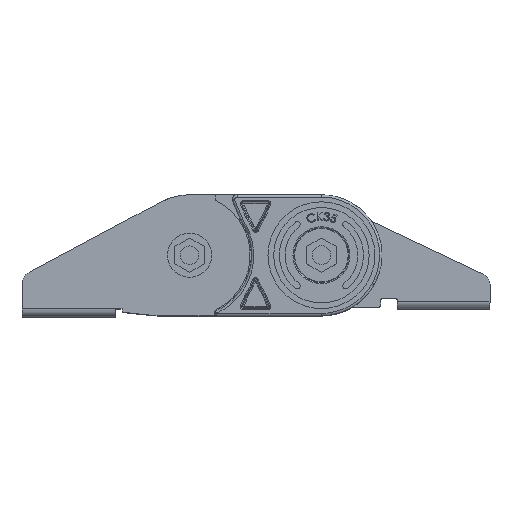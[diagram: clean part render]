
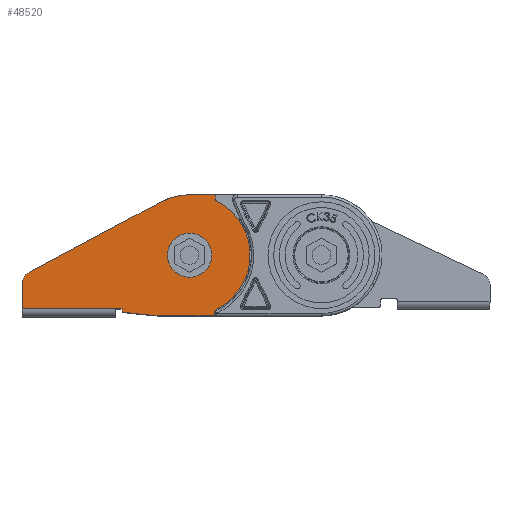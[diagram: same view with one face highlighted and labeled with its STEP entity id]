
A CAD part, top view. The second image highlights one B-rep face of the part: STEP entity #48520.
In plain terms, the highlighted planar face has unit normal (0, 0, 1).
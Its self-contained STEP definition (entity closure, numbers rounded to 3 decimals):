
#64 = EDGE_CURVE ( 'NONE', #50534, #4437, #17481, .T. ) ;
#106 = VERTEX_POINT ( 'NONE', #45166 ) ;
#162 = CARTESIAN_POINT ( 'NONE',  ( -75.21, 69.899, -4.066 ) ) ;
#702 = CARTESIAN_POINT ( 'NONE',  ( -51.258, 119.458, -4.066 ) ) ;
#800 = VECTOR ( 'NONE', #38765, 1000. ) ;
#1107 = PLANE ( 'NONE',  #5754 ) ;
#1114 = EDGE_CURVE ( 'NONE', #21936, #36644, #3624, .T. ) ;
#1339 = CARTESIAN_POINT ( 'NONE',  ( -62.258, 121.899, -4.066 ) ) ;
#1685 = CARTESIAN_POINT ( 'NONE',  ( -91.258, 72.899, -4.066 ) ) ;
#1762 = VECTOR ( 'NONE', #5637, 1000. ) ;
#1830 = CARTESIAN_POINT ( 'NONE',  ( -62.258, 95.899, -4.066 ) ) ;
#2031 = DIRECTION ( 'NONE',  ( 0., 0., 1. ) ) ;
#2312 = DIRECTION ( 'NONE',  ( 0., 0., 1. ) ) ;
#2685 = EDGE_CURVE ( 'NONE', #43697, #106, #33474, .T. ) ;
#3159 = CARTESIAN_POINT ( 'NONE',  ( -74.495, 118.839, -4.066 ) ) ;
#3296 = CIRCLE ( 'NONE', #17721, 6. ) ;
#3524 = ORIENTED_EDGE ( 'NONE', *, *, #64, .T. ) ;
#3624 = CIRCLE ( 'NONE', #24671, 8. ) ;
#3793 = ORIENTED_EDGE ( 'NONE', *, *, #30644, .T. ) ;
#3846 = CARTESIAN_POINT ( 'NONE',  ( -94.258, 72.899, -4.066 ) ) ;
#4383 = EDGE_CURVE ( 'NONE', #36644, #21936, #27744, .T. ) ;
#4437 = VERTEX_POINT ( 'NONE', #34193 ) ;
#4512 = DIRECTION ( 'NONE',  ( 0., -1., 0. ) ) ;
#5041 = EDGE_LOOP ( 'NONE', ( #33789, #15504, #3524, #48272, #32932, #25931, #29181, #17993, #18712, #40739, #3793, #28471, #50372, #49556, #29168 ) ) ;
#5117 = DIRECTION ( 'NONE',  ( 0.995, -0.103, 0. ) ) ;
#5360 = VERTEX_POINT ( 'NONE', #162 ) ;
#5491 = VECTOR ( 'NONE', #39663, 1000. ) ;
#5637 = DIRECTION ( 'NONE',  ( 0., 1., 0. ) ) ;
#5754 = AXIS2_PLACEMENT_3D ( 'NONE', #25087, #41284, #33261 ) ;
#5830 = CARTESIAN_POINT ( 'NONE',  ( -134.258, 83.36, -4.066 ) ) ;
#6026 = DIRECTION ( 'NONE',  ( 0., 1., 0. ) ) ;
#6119 = EDGE_CURVE ( 'NONE', #43697, #4437, #15815, .T. ) ;
#6122 = LINE ( 'NONE', #41287, #24215 ) ;
#6309 = EDGE_CURVE ( 'NONE', #41875, #50534, #3296, .T. ) ;
#6383 = CIRCLE ( 'NONE', #51367, 26. ) ;
#7000 = EDGE_CURVE ( 'NONE', #14248, #24627, #6383, .T. ) ;
#7872 = VERTEX_POINT ( 'NONE', #19599 ) ;
#8214 = DIRECTION ( 'NONE',  ( 0., 0., 1. ) ) ;
#8292 = EDGE_CURVE ( 'NONE', #5360, #19344, #30144, .T. ) ;
#9583 = VECTOR ( 'NONE', #19880, 1000. ) ;
#9747 = CARTESIAN_POINT ( 'NONE',  ( -62.258, 95.899, -4.066 ) ) ;
#9750 = CARTESIAN_POINT ( 'NONE',  ( -128.258, 83.36, -4.066 ) ) ;
#10089 = VECTOR ( 'NONE', #37007, 1000. ) ;
#10196 = EDGE_CURVE ( 'NONE', #22082, #7872, #18785, .T. ) ;
#11345 = VECTOR ( 'NONE', #32188, 1000. ) ;
#11954 = CARTESIAN_POINT ( 'NONE',  ( -51.258, 69.899, -4.066 ) ) ;
#12886 = DIRECTION ( 'NONE',  ( -0.882, -0.471, 0. ) ) ;
#12978 = EDGE_CURVE ( 'NONE', #24627, #22082, #27295, .T. ) ;
#13609 = CARTESIAN_POINT ( 'NONE',  ( -91.258, 72.899, -4.066 ) ) ;
#13772 = CARTESIAN_POINT ( 'NONE',  ( -62.258, 103.899, -4.066 ) ) ;
#14066 = DIRECTION ( 'NONE',  ( 1., 0., 0. ) ) ;
#14248 = VERTEX_POINT ( 'NONE', #23749 ) ;
#15504 = ORIENTED_EDGE ( 'NONE', *, *, #6309, .T. ) ;
#15815 = LINE ( 'NONE', #36053, #9583 ) ;
#15820 = AXIS2_PLACEMENT_3D ( 'NONE', #28197, #8214, #36025 ) ;
#15942 = EDGE_CURVE ( 'NONE', #7872, #27600, #31765, .T. ) ;
#16198 = CARTESIAN_POINT ( 'NONE',  ( -51.258, 72.341, -4.066 ) ) ;
#16637 = CARTESIAN_POINT ( 'NONE',  ( -91.258, 71.399, -4.066 ) ) ;
#16781 = VECTOR ( 'NONE', #33707, 1000. ) ;
#16960 = EDGE_CURVE ( 'NONE', #40808, #34926, #31075, .T. ) ;
#17481 = LINE ( 'NONE', #28342, #21793 ) ;
#17721 = AXIS2_PLACEMENT_3D ( 'NONE', #9750, #2031, #14066 ) ;
#17960 = FACE_BOUND ( 'NONE', #27465, .T. ) ;
#17978 = CARTESIAN_POINT ( 'NONE',  ( -51.258, 121.899, -4.066 ) ) ;
#17993 = ORIENTED_EDGE ( 'NONE', *, *, #40852, .T. ) ;
#18712 = ORIENTED_EDGE ( 'NONE', *, *, #49729, .T. ) ;
#18785 = LINE ( 'NONE', #1339, #10089 ) ;
#19344 = VERTEX_POINT ( 'NONE', #11954 ) ;
#19599 = CARTESIAN_POINT ( 'NONE',  ( -62.258, 121.899, -4.066 ) ) ;
#19880 = DIRECTION ( 'NONE',  ( -1., 0., 0. ) ) ;
#20075 = DIRECTION ( 'NONE',  ( 0., 1., 0. ) ) ;
#20357 = CIRCLE ( 'NONE', #15820, 30. ) ;
#21793 = VECTOR ( 'NONE', #4512, 1000. ) ;
#21936 = VERTEX_POINT ( 'NONE', #13772 ) ;
#22082 = VERTEX_POINT ( 'NONE', #39413 ) ;
#23749 = CARTESIAN_POINT ( 'NONE',  ( -51.258, 72.341, -4.066 ) ) ;
#23855 = EDGE_CURVE ( 'NONE', #27600, #41875, #45429, .T. ) ;
#24215 = VECTOR ( 'NONE', #5117, 1000. ) ;
#24627 = VERTEX_POINT ( 'NONE', #702 ) ;
#24671 = AXIS2_PLACEMENT_3D ( 'NONE', #9747, #45725, #33549 ) ;
#25087 = CARTESIAN_POINT ( 'NONE',  ( -62.258, 95.899, -4.066 ) ) ;
#25338 = DIRECTION ( 'NONE',  ( 0., 1., 0. ) ) ;
#25499 = CARTESIAN_POINT ( 'NONE',  ( -75.21, 69.899, -4.066 ) ) ;
#25931 = ORIENTED_EDGE ( 'NONE', *, *, #36624, .T. ) ;
#25944 = VERTEX_POINT ( 'NONE', #48566 ) ;
#27295 = LINE ( 'NONE', #17978, #1762 ) ;
#27465 = EDGE_LOOP ( 'NONE', ( #30898, #51307 ) ) ;
#27600 = VERTEX_POINT ( 'NONE', #3159 ) ;
#27706 = AXIS2_PLACEMENT_3D ( 'NONE', #36248, #31910, #20075 ) ;
#27744 = CIRCLE ( 'NONE', #40736, 8. ) ;
#28197 = CARTESIAN_POINT ( 'NONE',  ( -75.21, 99.899, -4.066 ) ) ;
#28342 = CARTESIAN_POINT ( 'NONE',  ( -134.258, 52.399, -4.066 ) ) ;
#28471 = ORIENTED_EDGE ( 'NONE', *, *, #7000, .T. ) ;
#29168 = ORIENTED_EDGE ( 'NONE', *, *, #15942, .T. ) ;
#29181 = ORIENTED_EDGE ( 'NONE', *, *, #16960, .T. ) ;
#29835 = CARTESIAN_POINT ( 'NONE',  ( -62.258, 95.899, -4.066 ) ) ;
#30144 = LINE ( 'NONE', #25499, #44498 ) ;
#30644 = EDGE_CURVE ( 'NONE', #19344, #14248, #36270, .T. ) ;
#30898 = ORIENTED_EDGE ( 'NONE', *, *, #4383, .F. ) ;
#31075 = LINE ( 'NONE', #1685, #16781 ) ;
#31192 = CARTESIAN_POINT ( 'NONE',  ( -131.082, 88.654, -4.066 ) ) ;
#31765 = CIRCLE ( 'NONE', #27706, 26. ) ;
#31910 = DIRECTION ( 'NONE',  ( 0., 0., 1. ) ) ;
#32188 = DIRECTION ( 'NONE',  ( 0., 1., 0. ) ) ;
#32234 = CARTESIAN_POINT ( 'NONE',  ( -134.258, 86.959, -4.066 ) ) ;
#32603 = CARTESIAN_POINT ( 'NONE',  ( -94.258, 72.839, -4.066 ) ) ;
#32932 = ORIENTED_EDGE ( 'NONE', *, *, #2685, .T. ) ;
#33261 = DIRECTION ( 'NONE',  ( 0., 1., 0. ) ) ;
#33474 = LINE ( 'NONE', #3846, #5491 ) ;
#33549 = DIRECTION ( 'NONE',  ( 0., 1., 0. ) ) ;
#33707 = DIRECTION ( 'NONE',  ( 0., -1., 0. ) ) ;
#33789 = ORIENTED_EDGE ( 'NONE', *, *, #23855, .T. ) ;
#34193 = CARTESIAN_POINT ( 'NONE',  ( -134.258, 72.839, -4.066 ) ) ;
#34926 = VERTEX_POINT ( 'NONE', #16637 ) ;
#35308 = CARTESIAN_POINT ( 'NONE',  ( -94.258, 72.899, -4.066 ) ) ;
#36025 = DIRECTION ( 'NONE',  ( 0., 1., 0. ) ) ;
#36053 = CARTESIAN_POINT ( 'NONE',  ( -62.258, 72.839, -4.066 ) ) ;
#36248 = CARTESIAN_POINT ( 'NONE',  ( -62.258, 95.899, -4.066 ) ) ;
#36270 = LINE ( 'NONE', #16198, #11345 ) ;
#36624 = EDGE_CURVE ( 'NONE', #106, #40808, #39367, .T. ) ;
#36644 = VERTEX_POINT ( 'NONE', #50935 ) ;
#37007 = DIRECTION ( 'NONE',  ( -1., 0., 0. ) ) ;
#38765 = DIRECTION ( 'NONE',  ( 1., 0., 0. ) ) ;
#39367 = LINE ( 'NONE', #35308, #800 ) ;
#39413 = CARTESIAN_POINT ( 'NONE',  ( -51.258, 121.899, -4.066 ) ) ;
#39663 = DIRECTION ( 'NONE',  ( 0., 1., 0. ) ) ;
#40736 = AXIS2_PLACEMENT_3D ( 'NONE', #1830, #49187, #25338 ) ;
#40739 = ORIENTED_EDGE ( 'NONE', *, *, #8292, .T. ) ;
#40808 = VERTEX_POINT ( 'NONE', #13609 ) ;
#40852 = EDGE_CURVE ( 'NONE', #34926, #25944, #6122, .T. ) ;
#41284 = DIRECTION ( 'NONE',  ( 0., 0., 1. ) ) ;
#41287 = CARTESIAN_POINT ( 'NONE',  ( -78.297, 70.059, -4.066 ) ) ;
#41875 = VERTEX_POINT ( 'NONE', #31192 ) ;
#42850 = FACE_OUTER_BOUND ( 'NONE', #5041, .T. ) ;
#43697 = VERTEX_POINT ( 'NONE', #32603 ) ;
#44498 = VECTOR ( 'NONE', #45171, 1000. ) ;
#45166 = CARTESIAN_POINT ( 'NONE',  ( -94.258, 72.899, -4.066 ) ) ;
#45171 = DIRECTION ( 'NONE',  ( 1., 0., 0. ) ) ;
#45429 = LINE ( 'NONE', #32234, #50392 ) ;
#45725 = DIRECTION ( 'NONE',  ( 0., 0., 1. ) ) ;
#48272 = ORIENTED_EDGE ( 'NONE', *, *, #6119, .F. ) ;
#48520 = ADVANCED_FACE ( 'NONE', ( #42850, #17960 ), #1107, .T. ) ;
#48566 = CARTESIAN_POINT ( 'NONE',  ( -78.297, 70.059, -4.066 ) ) ;
#49187 = DIRECTION ( 'NONE',  ( 0., 0., 1. ) ) ;
#49556 = ORIENTED_EDGE ( 'NONE', *, *, #10196, .T. ) ;
#49729 = EDGE_CURVE ( 'NONE', #25944, #5360, #20357, .T. ) ;
#50372 = ORIENTED_EDGE ( 'NONE', *, *, #12978, .T. ) ;
#50392 = VECTOR ( 'NONE', #12886, 1000. ) ;
#50534 = VERTEX_POINT ( 'NONE', #5830 ) ;
#50935 = CARTESIAN_POINT ( 'NONE',  ( -62.258, 87.899, -4.066 ) ) ;
#51307 = ORIENTED_EDGE ( 'NONE', *, *, #1114, .F. ) ;
#51367 = AXIS2_PLACEMENT_3D ( 'NONE', #29835, #2312, #6026 ) ;
